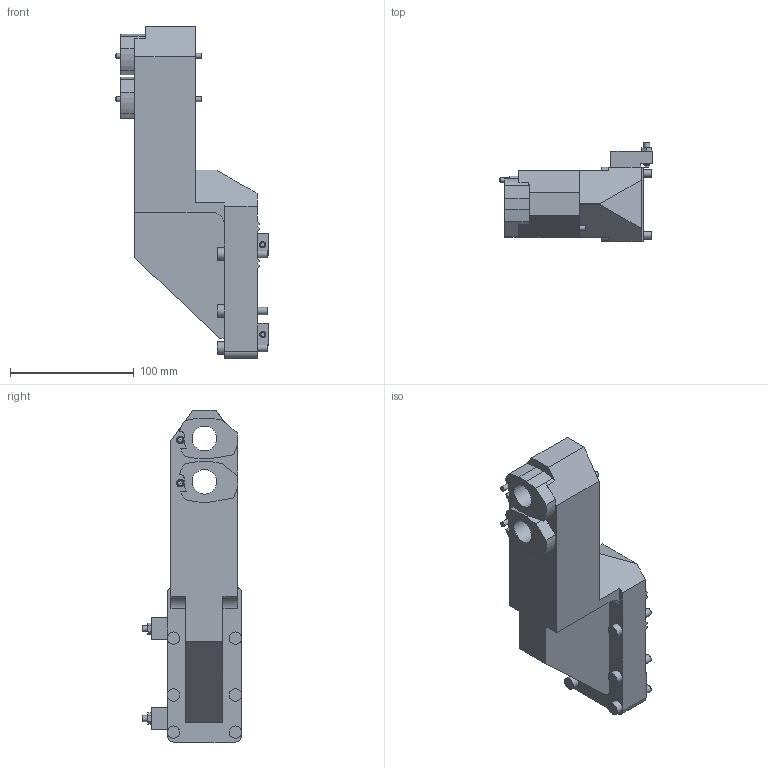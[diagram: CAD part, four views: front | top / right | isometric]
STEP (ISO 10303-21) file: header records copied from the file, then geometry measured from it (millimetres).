
FILE_DESCRIPTION(/* description */ (''),/* implementation_level */ '2;1');
FILE_NAME(/* name */ '10000981939nxv000_00_214.stp',/* time_stamp */ '2022-02-25T08:16:42+01:00',/* author */ (''),/* organization */ (''),/* preprocessor_version */ 'ST-DEVELOPER v16.7',/* originating_system */ 'SIEMENS PLM Software NX 12.0',/* authorisation */ '');
FILE_SCHEMA (('AUTOMOTIVE_DESIGN { 1 0 10303 214 3 1 1 1 }'));
Length unit declared in the file: millimetre
Products named in the file (1): 10000981939nxv000_00
Bounding box: 123.5 x 80 x 268.47 mm (x, y, z)
Volume: 785334.6 mm3; surface area: 87459.7 mm2
Topology: 1 solids, 1 shells, 169 faces, 433 edges, 285 vertices
Faces by surface type: plane 118, cylinder 44, cone 3, bspline 2, torus 2
Full cylindrical faces by diameter (mm): 3.5 x2, 4 x2, 5 x4, 6 x8, 10 x6, 20 x2
Entity records: 4940 total; most frequent: CARTESIAN_POINT 883, DIRECTION 814, ORIENTED_EDGE 770, EDGE_CURVE 385, LINE 290, VECTOR 290, VERTEX_POINT 271, AXIS2_PLACEMENT_3D 262
